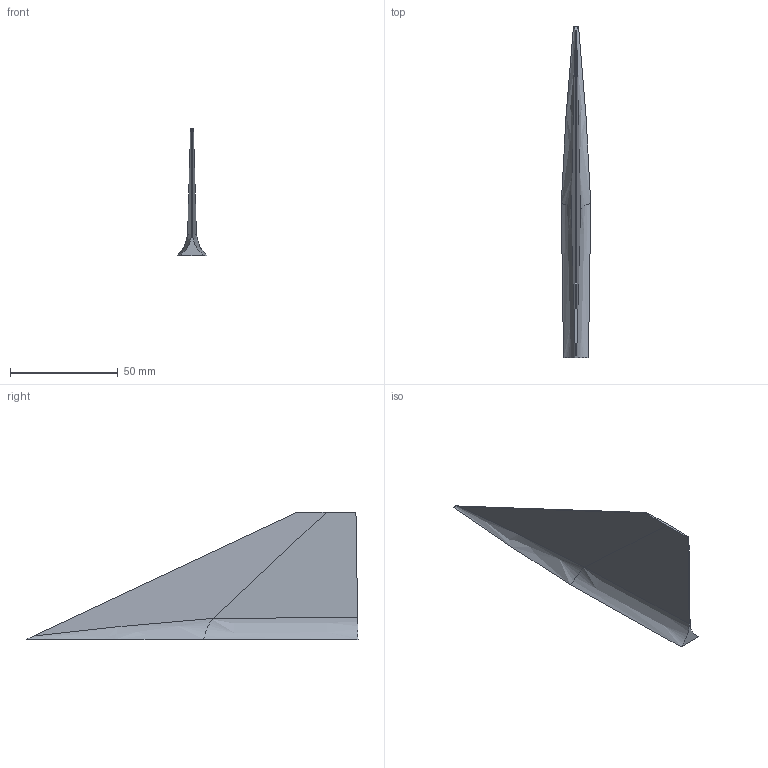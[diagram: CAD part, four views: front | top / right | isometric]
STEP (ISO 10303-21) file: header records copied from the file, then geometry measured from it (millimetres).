
FILE_DESCRIPTION(('CATIA V5 STEP Exchange','CAx-IF Rec.Pracs.--- Model Styling and Organization---1.4--- 2014-01-23','CAx-IF Rec.Pracs.---3D Tessellated Data Validation Properties---0.5---2014-09-14'),'2;1');
FILE_NAME('printed fin core.stp','2025-06-19T09:28:14+00:00',('none'),('none'),'CATIA Version 5-6 Release 2019 SP6','CATIA V5 STEP AP242 v1','none');
FILE_SCHEMA(('AP242_MANAGED_MODEL_BASED_3D_ENGINEERING_MIM_LF {1 0 10303 442 1 1 4}'));
Length unit declared in the file: millimetre
Products named in the file (1): finmoldld
Bounding box: 13.67 x 154.02 x 58.93 mm (x, y, z)
Volume: 13704.4 mm3; surface area: 12962.7 mm2
Topology: 1 solids, 1 shells, 12 faces, 32 edges, 22 vertices
Faces by surface type: plane 8, bspline 4
Entity records: 732 total; most frequent: CARTESIAN_POINT 450, ORIENTED_EDGE 64, DIRECTION 32, EDGE_CURVE 32, VERTEX_POINT 22, VECTOR 16, LINE 16, B_SPLINE_CURVE_WITH_KNOTS 16
